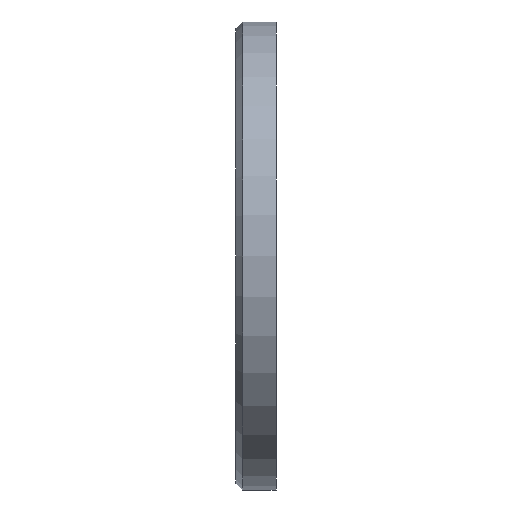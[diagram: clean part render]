
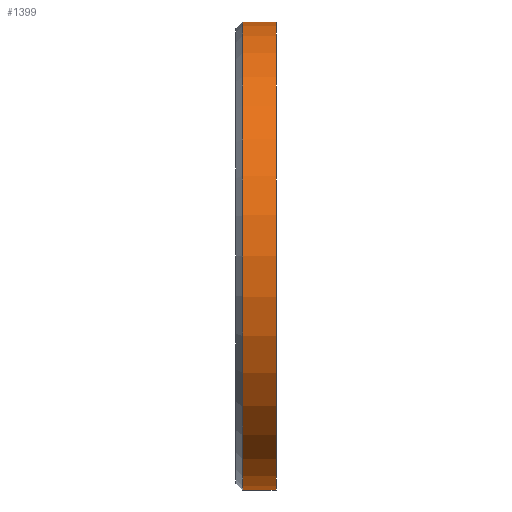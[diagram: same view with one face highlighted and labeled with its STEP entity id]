
A CAD part, left-side view. The second image highlights one B-rep face of the part: STEP entity #1399.
In plain terms, the highlighted cylindrical face has radius 35 mm (diameter 70 mm), a partial arc.
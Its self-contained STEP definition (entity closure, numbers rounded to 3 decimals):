
#197 = DIRECTION ( 'NONE',  ( 0., 0., 1. ) ) ;
#329 = EDGE_CURVE ( 'NONE', #10923, #6753, #13949, .T. ) ;
#1376 = CARTESIAN_POINT ( 'NONE',  ( 0., -3., 0. ) ) ;
#1399 = ADVANCED_FACE ( 'NONE', ( #2309 ), #5251, .T. ) ;
#1625 = EDGE_CURVE ( 'NONE', #6301, #10923, #3324, .T. ) ;
#2309 = FACE_OUTER_BOUND ( 'NONE', #11767, .T. ) ;
#2973 = VECTOR ( 'NONE', #14339, 1000. ) ;
#3324 = LINE ( 'NONE', #5473, #2973 ) ;
#3404 = AXIS2_PLACEMENT_3D ( 'NONE', #12577, #11468, #197 ) ;
#5010 = ORIENTED_EDGE ( 'NONE', *, *, #329, .T. ) ;
#5251 = CYLINDRICAL_SURFACE ( 'NONE', #11338, 35. ) ;
#5473 = CARTESIAN_POINT ( 'NONE',  ( 0., 3., -35. ) ) ;
#5859 = ORIENTED_EDGE ( 'NONE', *, *, #12824, .T. ) ;
#6132 = VERTEX_POINT ( 'NONE', #9085 ) ;
#6301 = VERTEX_POINT ( 'NONE', #7254 ) ;
#6545 = ORIENTED_EDGE ( 'NONE', *, *, #6755, .F. ) ;
#6753 = VERTEX_POINT ( 'NONE', #8384 ) ;
#6755 = EDGE_CURVE ( 'NONE', #6132, #6753, #11903, .T. ) ;
#7254 = CARTESIAN_POINT ( 'NONE',  ( 0., 2., -35. ) ) ;
#7334 = DIRECTION ( 'NONE',  ( 0., 0., 1. ) ) ;
#7823 = AXIS2_PLACEMENT_3D ( 'NONE', #1376, #9116, #7334 ) ;
#7841 = DIRECTION ( 'NONE',  ( 0., -1., 0. ) ) ;
#8145 = DIRECTION ( 'NONE',  ( 0., 0., -1. ) ) ;
#8384 = CARTESIAN_POINT ( 'NONE',  ( 0., -3., 35. ) ) ;
#9085 = CARTESIAN_POINT ( 'NONE',  ( 0., 2., 35. ) ) ;
#9116 = DIRECTION ( 'NONE',  ( 0., 1., 0. ) ) ;
#9590 = DIRECTION ( 'NONE',  ( 0., -1., 0. ) ) ;
#9946 = CARTESIAN_POINT ( 'NONE',  ( 0., 3., 0. ) ) ;
#10082 = CIRCLE ( 'NONE', #3404, 35. ) ;
#10923 = VERTEX_POINT ( 'NONE', #14313 ) ;
#11338 = AXIS2_PLACEMENT_3D ( 'NONE', #9946, #7841, #8145 ) ;
#11468 = DIRECTION ( 'NONE',  ( 0., -1., 0. ) ) ;
#11727 = VECTOR ( 'NONE', #9590, 1000. ) ;
#11767 = EDGE_LOOP ( 'NONE', ( #6545, #5859, #12462, #5010 ) ) ;
#11903 = LINE ( 'NONE', #12519, #11727 ) ;
#12462 = ORIENTED_EDGE ( 'NONE', *, *, #1625, .T. ) ;
#12519 = CARTESIAN_POINT ( 'NONE',  ( 0., 3., 35. ) ) ;
#12577 = CARTESIAN_POINT ( 'NONE',  ( 0., 2., 0. ) ) ;
#12824 = EDGE_CURVE ( 'NONE', #6132, #6301, #10082, .T. ) ;
#13949 = CIRCLE ( 'NONE', #7823, 35. ) ;
#14313 = CARTESIAN_POINT ( 'NONE',  ( 0., -3., -35. ) ) ;
#14339 = DIRECTION ( 'NONE',  ( 0., -1., 0. ) ) ;
